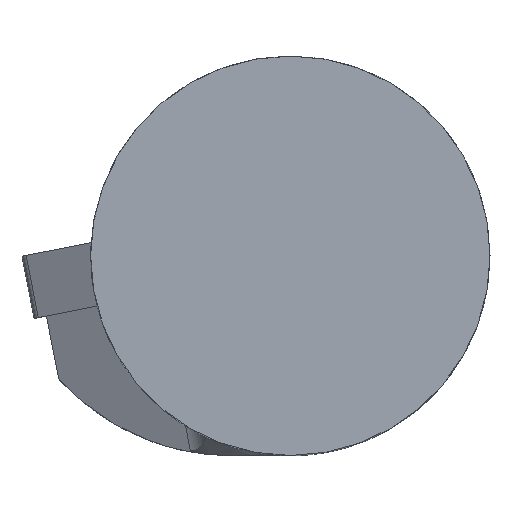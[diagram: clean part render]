
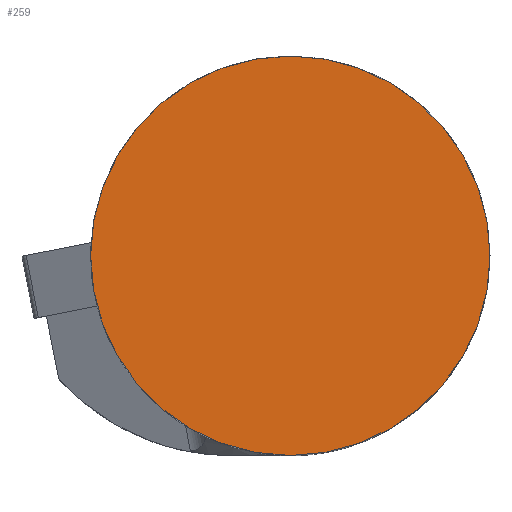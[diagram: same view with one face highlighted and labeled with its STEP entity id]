
A CAD part, top view. The second image highlights one B-rep face of the part: STEP entity #259.
In plain terms, the highlighted planar face has unit normal (0, 0, 1).
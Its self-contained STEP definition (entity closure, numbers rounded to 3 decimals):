
#259=ADVANCED_FACE('',(#375),#321,.T.);
#321=PLANE('',#1685);
#375=FACE_OUTER_BOUND('',#454,.T.);
#454=EDGE_LOOP('',(#937));
#512=CIRCLE('',#1618,20.);
#937=ORIENTED_EDGE('',*,*,#1331,.F.);
#1187=VERTEX_POINT('',#2237);
#1331=EDGE_CURVE('',#1187,#1187,#512,.T.);
#1618=AXIS2_PLACEMENT_3D('',#2236,#1794,#1795);
#1685=AXIS2_PLACEMENT_3D('',#2470,#1965,#1966);
#1794=DIRECTION('',(0.,0.,-1.));
#1795=DIRECTION('',(1.,0.,0.));
#1965=DIRECTION('',(0.,0.,1.));
#1966=DIRECTION('',(1.,0.,0.));
#2236=CARTESIAN_POINT('',(0.,0.,0.));
#2237=CARTESIAN_POINT('',(20.,0.,0.));
#2470=CARTESIAN_POINT('',(0.,0.,0.));
